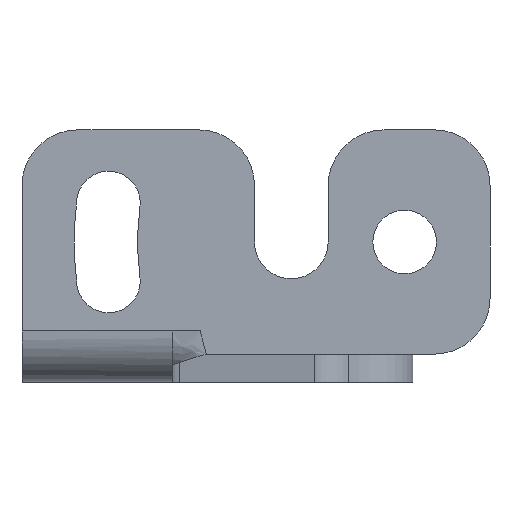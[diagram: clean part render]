
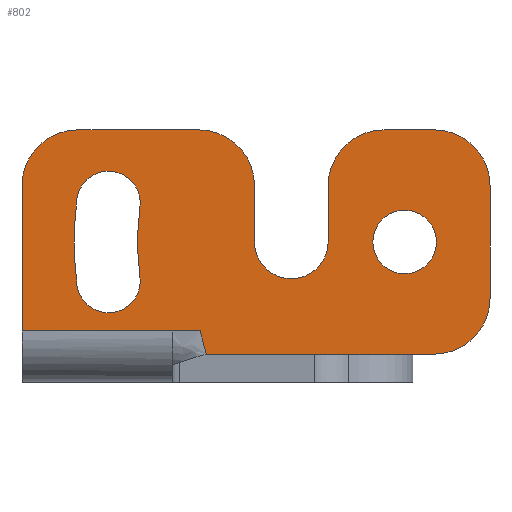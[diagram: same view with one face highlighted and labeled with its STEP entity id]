
A CAD part, front view. The second image highlights one B-rep face of the part: STEP entity #802.
In plain terms, the highlighted planar face has unit normal (0, -1, 0).
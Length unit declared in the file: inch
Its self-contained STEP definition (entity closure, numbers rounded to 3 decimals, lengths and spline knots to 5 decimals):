
#1=DIRECTION('',(1.,0.,0.));
#2=VECTOR('',#1,0.60917);
#3=CARTESIAN_POINT('',(-0.75878,0.,0.));
#4=LINE('',#3,#2);
#5=DIRECTION('',(-0.259,0.,0.966));
#6=VECTOR('',#5,0.06419);
#7=CARTESIAN_POINT('',(-0.75878,0.,0.));
#8=LINE('',#7,#6);
#9=DIRECTION('',(1.,0.,0.));
#10=VECTOR('',#9,0.075);
#11=CARTESIAN_POINT('',(-0.85039,0.,0.062));
#12=LINE('',#11,#10);
#13=DIRECTION('',(0.,0.,-1.));
#14=VECTOR('',#13,0.38839);
#15=CARTESIAN_POINT('',(-1.25197,0.,0.45039));
#16=LINE('',#15,#14);
#17=DIRECTION('',(-1.,0.,0.));
#18=VECTOR('',#17,0.32283);
#19=CARTESIAN_POINT('',(-0.77953,0.,0.6));
#20=LINE('',#19,#18);
#21=DIRECTION('',(0.,0.,-1.));
#22=VECTOR('',#21,0.15039);
#23=CARTESIAN_POINT('',(-0.62992,0.,0.45039));
#24=LINE('',#23,#22);
#25=CARTESIAN_POINT('',(-0.5315,0.,0.3));
#26=DIRECTION('',(0.,1.,0.));
#27=DIRECTION('',(1.,0.,0.));
#28=AXIS2_PLACEMENT_3D('',#25,#26,#27);
#30=DIRECTION('',(0.,0.,-1.));
#31=VECTOR('',#30,0.15039);
#32=CARTESIAN_POINT('',(-0.43307,0.,0.45039));
#33=LINE('',#32,#31);
#34=DIRECTION('',(-1.,0.,0.));
#35=VECTOR('',#34,0.13386);
#36=CARTESIAN_POINT('',(-0.14961,0.,0.6));
#37=LINE('',#36,#35);
#38=DIRECTION('',(0.,0.,1.));
#39=VECTOR('',#38,0.30079);
#40=CARTESIAN_POINT('',(0.,0.,0.14961));
#41=LINE('',#40,#39);
#42=CARTESIAN_POINT('',(-0.22835,0.,0.3));
#43=DIRECTION('',(0.,1.,0.));
#44=DIRECTION('',(1.,0.,0.));
#45=AXIS2_PLACEMENT_3D('',#42,#43,#44);
#47=CARTESIAN_POINT('',(-0.22835,0.,0.3));
#48=DIRECTION('',(0.,1.,0.));
#49=DIRECTION('',(-1.,0.,0.));
#50=AXIS2_PLACEMENT_3D('',#47,#48,#49);
#52=CARTESIAN_POINT('',(-1.02072,0.,0.19568));
#53=DIRECTION('',(0.,1.,0.));
#54=DIRECTION('',(0.991,0.,0.131));
#55=AXIS2_PLACEMENT_3D('',#52,#53,#54);
#57=CARTESIAN_POINT('',(-0.22835,0.,0.3));
#58=DIRECTION('',(0.,1.,0.));
#59=DIRECTION('',(-0.991,0.,-0.131));
#60=AXIS2_PLACEMENT_3D('',#57,#58,#59);
#62=CARTESIAN_POINT('',(-1.02072,0.,0.40432));
#63=DIRECTION('',(0.,1.,0.));
#64=DIRECTION('',(-0.991,0.,0.131));
#65=AXIS2_PLACEMENT_3D('',#62,#63,#64);
#67=CARTESIAN_POINT('',(-0.22835,0.,0.3));
#68=DIRECTION('',(0.,1.,0.));
#69=DIRECTION('',(-0.991,0.,-0.131));
#70=AXIS2_PLACEMENT_3D('',#67,#68,#69);
#85=CARTESIAN_POINT('',(-0.14961,0.,0.14961));
#86=DIRECTION('',(0.,-1.,0.));
#87=DIRECTION('',(0.,0.,-1.));
#88=AXIS2_PLACEMENT_3D('',#85,#86,#87);
#103=CARTESIAN_POINT('',(-0.14961,0.,0.45039));
#104=DIRECTION('',(0.,-1.,0.));
#105=DIRECTION('',(1.,0.,0.));
#106=AXIS2_PLACEMENT_3D('',#103,#104,#105);
#121=CARTESIAN_POINT('',(-0.28346,0.,0.45039));
#122=DIRECTION('',(0.,-1.,0.));
#123=DIRECTION('',(0.,0.,1.));
#124=AXIS2_PLACEMENT_3D('',#121,#122,#123);
#138=CARTESIAN_POINT('',(-0.77953,0.,0.45039));
#139=DIRECTION('',(0.,-1.,0.));
#140=DIRECTION('',(1.,0.,0.));
#141=AXIS2_PLACEMENT_3D('',#138,#139,#140);
#165=CARTESIAN_POINT('',(-1.10236,0.,0.45039));
#166=DIRECTION('',(0.,-1.,0.));
#167=DIRECTION('',(0.,0.,1.));
#168=AXIS2_PLACEMENT_3D('',#165,#166,#167);
#447=DIRECTION('',(1.,0.,0.));
#448=VECTOR('',#447,0.40157);
#449=CARTESIAN_POINT('',(-1.25197,0.,0.062));
#450=LINE('',#449,#448);
#587=CARTESIAN_POINT('',(-0.85039,0.,0.062));
#588=CARTESIAN_POINT('',(-0.77539,0.,0.062));
#589=VERTEX_POINT('',#587);
#590=VERTEX_POINT('',#588);
#591=CARTESIAN_POINT('',(-0.75878,0.,0.));
#592=VERTEX_POINT('',#591);
#605=CARTESIAN_POINT('',(-1.25197,0.,0.062));
#606=VERTEX_POINT('',#605);
#660=CARTESIAN_POINT('',(0.,0.,0.14961));
#662=VERTEX_POINT('',#660);
#665=CARTESIAN_POINT('',(-0.14961,0.,0.));
#666=VERTEX_POINT('',#665);
#668=CARTESIAN_POINT('',(-0.14961,0.,0.6));
#670=VERTEX_POINT('',#668);
#673=CARTESIAN_POINT('',(0.,0.,0.45039));
#674=VERTEX_POINT('',#673);
#676=CARTESIAN_POINT('',(-1.25197,0.,0.45039));
#678=VERTEX_POINT('',#676);
#681=CARTESIAN_POINT('',(-1.10236,0.,0.6));
#682=VERTEX_POINT('',#681);
#691=CARTESIAN_POINT('',(-0.43307,0.,0.3));
#692=CARTESIAN_POINT('',(-0.62992,0.,0.3));
#693=VERTEX_POINT('',#691);
#694=VERTEX_POINT('',#692);
#699=CARTESIAN_POINT('',(-0.14331,0.,0.3));
#700=CARTESIAN_POINT('',(-0.31339,0.,0.3));
#701=VERTEX_POINT('',#699);
#702=VERTEX_POINT('',#700);
#703=CARTESIAN_POINT('',(-0.93645,0.,0.20678));
#704=CARTESIAN_POINT('',(-1.10499,0.,0.18459));
#705=VERTEX_POINT('',#703);
#706=VERTEX_POINT('',#704);
#707=CARTESIAN_POINT('',(-1.10499,0.,0.41541));
#708=VERTEX_POINT('',#707);
#709=CARTESIAN_POINT('',(-0.93645,0.,0.39322));
#710=VERTEX_POINT('',#709);
#731=CARTESIAN_POINT('',(-0.28346,0.,0.6));
#732=VERTEX_POINT('',#731);
#733=CARTESIAN_POINT('',(-0.77953,0.,0.6));
#734=VERTEX_POINT('',#733);
#739=CARTESIAN_POINT('',(-0.62992,0.,0.45039));
#741=VERTEX_POINT('',#739);
#744=CARTESIAN_POINT('',(-0.43307,0.,0.45039));
#746=VERTEX_POINT('',#744);
#747=CARTESIAN_POINT('',(0.,0.,0.));
#748=DIRECTION('',(0.,-1.,0.));
#749=DIRECTION('',(-1.,0.,0.));
#750=AXIS2_PLACEMENT_3D('',#747,#748,#749);
#751=PLANE('',#750);
#753=ORIENTED_EDGE('',*,*,#752,.F.);
#755=ORIENTED_EDGE('',*,*,#754,.F.);
#757=ORIENTED_EDGE('',*,*,#756,.T.);
#759=ORIENTED_EDGE('',*,*,#758,.F.);
#761=ORIENTED_EDGE('',*,*,#760,.F.);
#763=ORIENTED_EDGE('',*,*,#762,.F.);
#765=ORIENTED_EDGE('',*,*,#764,.F.);
#767=ORIENTED_EDGE('',*,*,#766,.F.);
#769=ORIENTED_EDGE('',*,*,#768,.F.);
#771=ORIENTED_EDGE('',*,*,#770,.T.);
#773=ORIENTED_EDGE('',*,*,#772,.F.);
#775=ORIENTED_EDGE('',*,*,#774,.F.);
#777=ORIENTED_EDGE('',*,*,#776,.F.);
#779=ORIENTED_EDGE('',*,*,#778,.F.);
#781=ORIENTED_EDGE('',*,*,#780,.F.);
#783=ORIENTED_EDGE('',*,*,#782,.F.);
#784=EDGE_LOOP('',(#753,#755,#757,#759,#761,#763,#765,#767,#769,#771,#773,#775,
#777,#779,#781,#783));
#785=FACE_OUTER_BOUND('',#784,.F.);
#787=ORIENTED_EDGE('',*,*,#786,.F.);
#789=ORIENTED_EDGE('',*,*,#788,.F.);
#790=EDGE_LOOP('',(#787,#789));
#791=FACE_BOUND('',#790,.F.);
#793=ORIENTED_EDGE('',*,*,#792,.F.);
#795=ORIENTED_EDGE('',*,*,#794,.T.);
#797=ORIENTED_EDGE('',*,*,#796,.F.);
#799=ORIENTED_EDGE('',*,*,#798,.F.);
#800=EDGE_LOOP('',(#793,#795,#797,#799));
#801=FACE_BOUND('',#800,.F.);
#802=ADVANCED_FACE('',(#785,#791,#801),#751,.T.);
#29=CIRCLE('',#28,0.09843);
#46=CIRCLE('',#45,0.08504);
#51=CIRCLE('',#50,0.08504);
#56=CIRCLE('',#55,0.085);
#61=CIRCLE('',#60,0.71421);
#66=CIRCLE('',#65,0.085);
#71=CIRCLE('',#70,0.88421);
#89=CIRCLE('',#88,0.14961);
#107=CIRCLE('',#106,0.14961);
#125=CIRCLE('',#124,0.14961);
#142=CIRCLE('',#141,0.14961);
#169=CIRCLE('',#168,0.14961);
#752=EDGE_CURVE('',#666,#662,#89,.T.);
#754=EDGE_CURVE('',#592,#666,#4,.T.);
#756=EDGE_CURVE('',#592,#590,#8,.T.);
#758=EDGE_CURVE('',#589,#590,#12,.T.);
#760=EDGE_CURVE('',#606,#589,#450,.T.);
#762=EDGE_CURVE('',#678,#606,#16,.T.);
#764=EDGE_CURVE('',#682,#678,#169,.T.);
#766=EDGE_CURVE('',#734,#682,#20,.T.);
#768=EDGE_CURVE('',#741,#734,#142,.T.);
#770=EDGE_CURVE('',#741,#694,#24,.T.);
#772=EDGE_CURVE('',#693,#694,#29,.T.);
#774=EDGE_CURVE('',#746,#693,#33,.T.);
#776=EDGE_CURVE('',#732,#746,#125,.T.);
#778=EDGE_CURVE('',#670,#732,#37,.T.);
#780=EDGE_CURVE('',#674,#670,#107,.T.);
#782=EDGE_CURVE('',#662,#674,#41,.T.);
#786=EDGE_CURVE('',#701,#702,#46,.T.);
#788=EDGE_CURVE('',#702,#701,#51,.T.);
#792=EDGE_CURVE('',#705,#706,#56,.T.);
#794=EDGE_CURVE('',#705,#710,#61,.T.);
#796=EDGE_CURVE('',#708,#710,#66,.T.);
#798=EDGE_CURVE('',#706,#708,#71,.T.);
